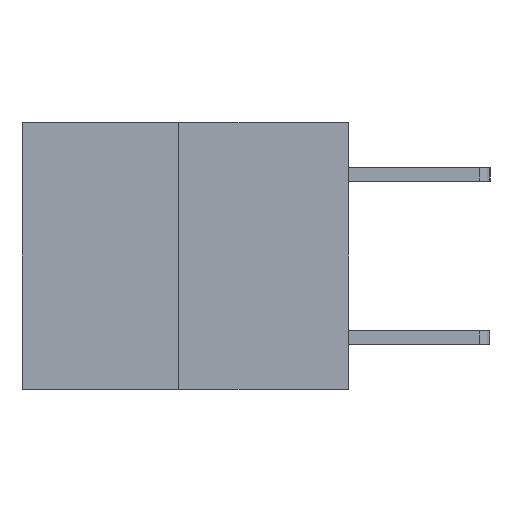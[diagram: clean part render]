
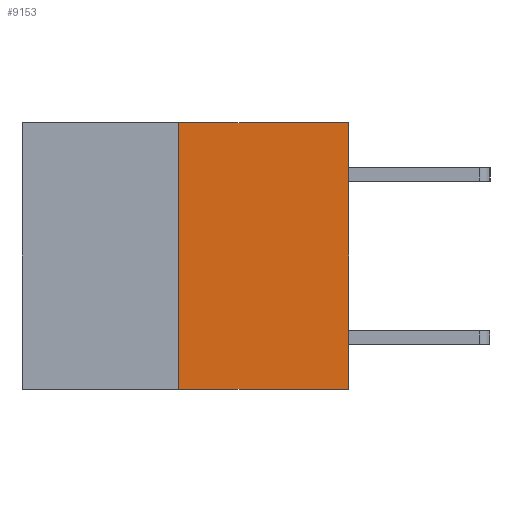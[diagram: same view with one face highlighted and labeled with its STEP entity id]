
A CAD part, left-side view. The second image highlights one B-rep face of the part: STEP entity #9153.
In plain terms, the highlighted planar face has unit normal (-1, 0, 0).
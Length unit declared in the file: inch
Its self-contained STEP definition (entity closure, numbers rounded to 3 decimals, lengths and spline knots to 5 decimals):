
#45 = CARTESIAN_POINT ( 'NONE',  ( 0., 0.312, -0.49 ) ) ;
#304 = VERTEX_POINT ( 'NONE', #9005 ) ;
#311 = VERTEX_POINT ( 'NONE', #45 ) ;
#336 = LINE ( 'NONE', #2717, #8847 ) ;
#568 = CARTESIAN_POINT ( 'NONE',  ( 0., 0., -0.49 ) ) ;
#738 = DIRECTION ( 'NONE',  ( 0., 0., -1. ) ) ;
#794 = DIRECTION ( 'NONE',  ( 0., 0., 1. ) ) ;
#1289 = LINE ( 'NONE', #7350, #7718 ) ;
#2541 = VECTOR ( 'NONE', #9658, 39.37008 ) ;
#2717 = CARTESIAN_POINT ( 'NONE',  ( 0., 0.312, -0.49 ) ) ;
#2793 = VERTEX_POINT ( 'NONE', #9743 ) ;
#3242 = DIRECTION ( 'NONE',  ( 0., -1., 0. ) ) ;
#3873 = CARTESIAN_POINT ( 'NONE',  ( 0., 0.6, -0.49 ) ) ;
#4026 = PLANE ( 'NONE',  #7119 ) ;
#4202 = ORIENTED_EDGE ( 'NONE', *, *, #6690, .F. ) ;
#4613 = EDGE_CURVE ( 'NONE', #5750, #304, #1289, .T. ) ;
#5390 = VECTOR ( 'NONE', #3242, 39.37008 ) ;
#5532 = EDGE_CURVE ( 'NONE', #311, #5750, #6413, .T. ) ;
#5750 = VERTEX_POINT ( 'NONE', #568 ) ;
#5918 = EDGE_CURVE ( 'NONE', #2793, #304, #9906, .T. ) ;
#6089 = ORIENTED_EDGE ( 'NONE', *, *, #5918, .F. ) ;
#6413 = LINE ( 'NONE', #3873, #2541 ) ;
#6530 = DIRECTION ( 'NONE',  ( 1., 0., 0. ) ) ;
#6690 = EDGE_CURVE ( 'NONE', #311, #2793, #336, .T. ) ;
#6875 = ORIENTED_EDGE ( 'NONE', *, *, #5532, .T. ) ;
#6965 = FACE_OUTER_BOUND ( 'NONE', #8440, .T. ) ;
#7119 = AXIS2_PLACEMENT_3D ( 'NONE', #10595, #6530, #738 ) ;
#7350 = CARTESIAN_POINT ( 'NONE',  ( 0., 0., 0. ) ) ;
#7718 = VECTOR ( 'NONE', #794, 39.37008 ) ;
#8240 = CARTESIAN_POINT ( 'NONE',  ( 0., 0.6, 0. ) ) ;
#8440 = EDGE_LOOP ( 'NONE', ( #4202, #6875, #8808, #6089 ) ) ;
#8808 = ORIENTED_EDGE ( 'NONE', *, *, #4613, .T. ) ;
#8847 = VECTOR ( 'NONE', #10176, 39.37008 ) ;
#9005 = CARTESIAN_POINT ( 'NONE',  ( 0., 0., 0. ) ) ;
#9153 = ADVANCED_FACE ( 'NONE', ( #6965 ), #4026, .F. ) ;
#9658 = DIRECTION ( 'NONE',  ( 0., -1., 0. ) ) ;
#9743 = CARTESIAN_POINT ( 'NONE',  ( 0., 0.312, 0. ) ) ;
#9906 = LINE ( 'NONE', #8240, #5390 ) ;
#10176 = DIRECTION ( 'NONE',  ( 0., 0., 1. ) ) ;
#10595 = CARTESIAN_POINT ( 'NONE',  ( 0., 0.6, 0. ) ) ;
